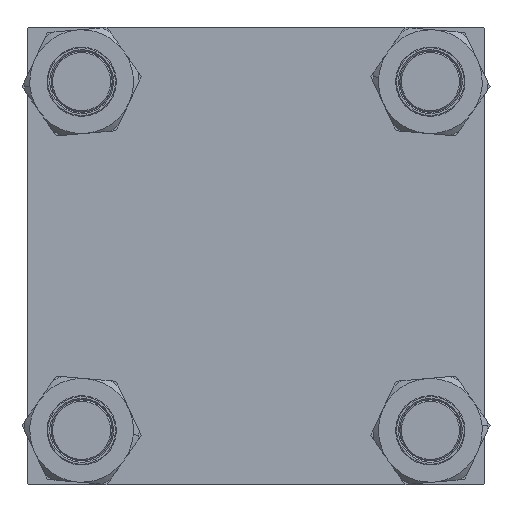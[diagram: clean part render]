
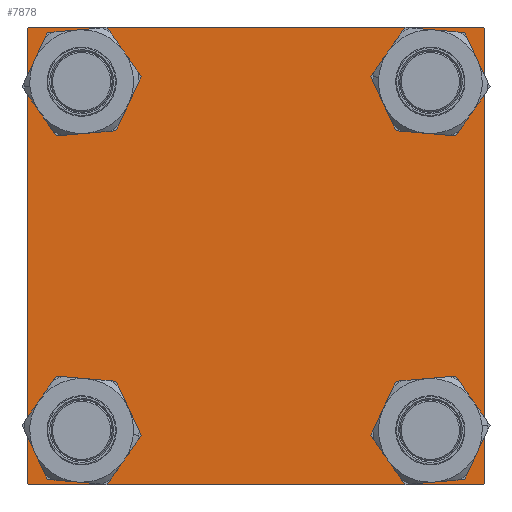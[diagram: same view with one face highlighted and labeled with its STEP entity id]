
A CAD part, left-side view. The second image highlights one B-rep face of the part: STEP entity #7878.
In plain terms, the highlighted planar face has unit normal (-1, 0, 0).
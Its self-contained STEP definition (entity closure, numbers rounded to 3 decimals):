
#130 = CARTESIAN_POINT ( 'NONE',  ( 0., -62.95, 62.95 ) ) ;
#627 = AXIS2_PLACEMENT_3D ( 'NONE', #16980, #30599, #20737 ) ;
#653 = CARTESIAN_POINT ( 'NONE',  ( 0., 62.95, 62.95 ) ) ;
#818 = DIRECTION ( 'NONE',  ( 0., 0.707, -0.707 ) ) ;
#1074 = EDGE_CURVE ( 'NONE', #30307, #40605, #10524, .T. ) ;
#1223 = EDGE_LOOP ( 'NONE', ( #53586, #46402, #20662, #10248, #46601, #40110, #1497, #6499 ) ) ;
#1369 = AXIS2_PLACEMENT_3D ( 'NONE', #25672, #30874, #3378 ) ;
#1497 = ORIENTED_EDGE ( 'NONE', *, *, #48530, .F. ) ;
#3298 = EDGE_LOOP ( 'NONE', ( #49336, #15756 ) ) ;
#3378 = DIRECTION ( 'NONE',  ( 0., 0., 1. ) ) ;
#3421 = EDGE_CURVE ( 'NONE', #23578, #34295, #56460, .T. ) ;
#3428 = CARTESIAN_POINT ( 'NONE',  ( 0., 62.95, -62.95 ) ) ;
#3894 = LINE ( 'NONE', #21260, #9826 ) ;
#3923 = DIRECTION ( 'NONE',  ( 1., 0., 0. ) ) ;
#3991 = CARTESIAN_POINT ( 'NONE',  ( 0., -62.95, -62.95 ) ) ;
#4210 = CARTESIAN_POINT ( 'NONE',  ( 0., -62.95, -51.45 ) ) ;
#4479 = EDGE_CURVE ( 'NONE', #34901, #18456, #31906, .T. ) ;
#4855 = VERTEX_POINT ( 'NONE', #13867 ) ;
#5156 = LINE ( 'NONE', #22811, #29409 ) ;
#5220 = ORIENTED_EDGE ( 'NONE', *, *, #41592, .T. ) ;
#5241 = CARTESIAN_POINT ( 'NONE',  ( 0., -62.95, 74.45 ) ) ;
#5916 = VECTOR ( 'NONE', #13389, 1000. ) ;
#6499 = ORIENTED_EDGE ( 'NONE', *, *, #53477, .T. ) ;
#6728 = DIRECTION ( 'NONE',  ( 1., 0., 0. ) ) ;
#7136 = EDGE_LOOP ( 'NONE', ( #30794, #5220 ) ) ;
#7823 = DIRECTION ( 'NONE',  ( 0., 0., -1. ) ) ;
#7878 = ADVANCED_FACE ( 'NONE', ( #25092, #56926, #56633, #51436, #21029 ), #25673, .T. ) ;
#8362 = CARTESIAN_POINT ( 'NONE',  ( 0., -62.95, -74.45 ) ) ;
#8584 = DIRECTION ( 'NONE',  ( 0., -0.707, 0.707 ) ) ;
#9592 = CARTESIAN_POINT ( 'NONE',  ( 0., -82.5, 82.5 ) ) ;
#9785 = VECTOR ( 'NONE', #30809, 1000. ) ;
#9826 = VECTOR ( 'NONE', #21544, 1000. ) ;
#10248 = ORIENTED_EDGE ( 'NONE', *, *, #37670, .T. ) ;
#10524 = CIRCLE ( 'NONE', #30933, 11.5 ) ;
#10832 = VERTEX_POINT ( 'NONE', #33979 ) ;
#11445 = CARTESIAN_POINT ( 'NONE',  ( 0., 82.5, 82. ) ) ;
#11490 = EDGE_CURVE ( 'NONE', #40605, #30307, #19075, .T. ) ;
#12038 = EDGE_CURVE ( 'NONE', #22032, #43592, #50992, .T. ) ;
#12066 = CARTESIAN_POINT ( 'NONE',  ( 0., 62.95, 51.45 ) ) ;
#12979 = DIRECTION ( 'NONE',  ( 0., 0., 1. ) ) ;
#13389 = DIRECTION ( 'NONE',  ( 0., 0., -1. ) ) ;
#13832 = AXIS2_PLACEMENT_3D ( 'NONE', #130, #22402, #40063 ) ;
#13867 = CARTESIAN_POINT ( 'NONE',  ( 0., -82.5, -82. ) ) ;
#14102 = EDGE_LOOP ( 'NONE', ( #21946, #53128 ) ) ;
#15241 = VERTEX_POINT ( 'NONE', #21278 ) ;
#15756 = ORIENTED_EDGE ( 'NONE', *, *, #4479, .T. ) ;
#15990 = CARTESIAN_POINT ( 'NONE',  ( 0., 82., -82.5 ) ) ;
#16535 = DIRECTION ( 'NONE',  ( 0., 0.707, 0.707 ) ) ;
#16611 = CIRCLE ( 'NONE', #13832, 11.5 ) ;
#16917 = VERTEX_POINT ( 'NONE', #5241 ) ;
#16980 = CARTESIAN_POINT ( 'NONE',  ( 0., 0., 0. ) ) ;
#17315 = DIRECTION ( 'NONE',  ( 1., 0., 0. ) ) ;
#17952 = CIRCLE ( 'NONE', #55872, 11.5 ) ;
#18456 = VERTEX_POINT ( 'NONE', #54486 ) ;
#18675 = CARTESIAN_POINT ( 'NONE',  ( 0., -82., 82.5 ) ) ;
#18738 = ORIENTED_EDGE ( 'NONE', *, *, #11490, .T. ) ;
#19075 = CIRCLE ( 'NONE', #40332, 11.5 ) ;
#20574 = CARTESIAN_POINT ( 'NONE',  ( 0., 82.5, -82.5 ) ) ;
#20662 = ORIENTED_EDGE ( 'NONE', *, *, #12038, .T. ) ;
#20737 = DIRECTION ( 'NONE',  ( 0., 0., 1. ) ) ;
#20900 = DIRECTION ( 'NONE',  ( 0., 0., 1. ) ) ;
#21029 = FACE_OUTER_BOUND ( 'NONE', #1223, .T. ) ;
#21260 = CARTESIAN_POINT ( 'NONE',  ( 0., 82.5, 82.5 ) ) ;
#21278 = CARTESIAN_POINT ( 'NONE',  ( 0., 62.95, 74.45 ) ) ;
#21544 = DIRECTION ( 'NONE',  ( 0., -1., 0. ) ) ;
#21664 = VECTOR ( 'NONE', #8584, 1000. ) ;
#21804 = EDGE_CURVE ( 'NONE', #16917, #48119, #16611, .T. ) ;
#21946 = ORIENTED_EDGE ( 'NONE', *, *, #21804, .T. ) ;
#22032 = VERTEX_POINT ( 'NONE', #15990 ) ;
#22402 = DIRECTION ( 'NONE',  ( 1., 0., 0. ) ) ;
#22811 = CARTESIAN_POINT ( 'NONE',  ( 0., 82.25, 82.25 ) ) ;
#22954 = CARTESIAN_POINT ( 'NONE',  ( 0., 82.25, -82.25 ) ) ;
#23578 = VERTEX_POINT ( 'NONE', #11445 ) ;
#25092 = FACE_BOUND ( 'NONE', #14102, .T. ) ;
#25672 = CARTESIAN_POINT ( 'NONE',  ( 0., 62.95, -62.95 ) ) ;
#25673 = PLANE ( 'NONE',  #627 ) ;
#25682 = CARTESIAN_POINT ( 'NONE',  ( 0., -82.25, -82.25 ) ) ;
#26285 = DIRECTION ( 'NONE',  ( 1., 0., 0. ) ) ;
#28435 = DIRECTION ( 'NONE',  ( 1., 0., 0. ) ) ;
#28807 = CARTESIAN_POINT ( 'NONE',  ( 0., -82., -82.5 ) ) ;
#29040 = EDGE_CURVE ( 'NONE', #15241, #44093, #46218, .T. ) ;
#29155 = EDGE_CURVE ( 'NONE', #10832, #53839, #39115, .T. ) ;
#29409 = VECTOR ( 'NONE', #818, 1000. ) ;
#30307 = VERTEX_POINT ( 'NONE', #8362 ) ;
#30599 = DIRECTION ( 'NONE',  ( -1., 0., 0. ) ) ;
#30758 = CARTESIAN_POINT ( 'NONE',  ( 0., 82.5, -82. ) ) ;
#30794 = ORIENTED_EDGE ( 'NONE', *, *, #29040, .T. ) ;
#30809 = DIRECTION ( 'NONE',  ( 0., -0.707, -0.707 ) ) ;
#30874 = DIRECTION ( 'NONE',  ( 1., 0., 0. ) ) ;
#30933 = AXIS2_PLACEMENT_3D ( 'NONE', #51603, #6728, #20900 ) ;
#31009 = AXIS2_PLACEMENT_3D ( 'NONE', #3428, #26285, #57271 ) ;
#31131 = VECTOR ( 'NONE', #55886, 1000. ) ;
#31490 = VECTOR ( 'NONE', #16535, 1000. ) ;
#31708 = CIRCLE ( 'NONE', #45581, 11.5 ) ;
#31906 = CIRCLE ( 'NONE', #31009, 11.5 ) ;
#31912 = DIRECTION ( 'NONE',  ( 0., 0., 1. ) ) ;
#32404 = AXIS2_PLACEMENT_3D ( 'NONE', #49272, #37387, #50707 ) ;
#32567 = EDGE_LOOP ( 'NONE', ( #18738, #47310 ) ) ;
#32781 = EDGE_CURVE ( 'NONE', #48119, #16917, #31708, .T. ) ;
#33979 = CARTESIAN_POINT ( 'NONE',  ( 0., -82.5, 82. ) ) ;
#34295 = VERTEX_POINT ( 'NONE', #30758 ) ;
#34377 = LINE ( 'NONE', #25682, #21664 ) ;
#34901 = VERTEX_POINT ( 'NONE', #56234 ) ;
#34923 = CARTESIAN_POINT ( 'NONE',  ( 0., -62.95, 62.95 ) ) ;
#35603 = VECTOR ( 'NONE', #7823, 1000. ) ;
#35668 = EDGE_CURVE ( 'NONE', #10832, #4855, #49260, .T. ) ;
#37387 = DIRECTION ( 'NONE',  ( 1., 0., 0. ) ) ;
#37670 = EDGE_CURVE ( 'NONE', #43592, #4855, #34377, .T. ) ;
#38179 = VERTEX_POINT ( 'NONE', #47463 ) ;
#38971 = DIRECTION ( 'NONE',  ( 0., 0., 1. ) ) ;
#39115 = LINE ( 'NONE', #47498, #31490 ) ;
#40051 = LINE ( 'NONE', #22954, #9785 ) ;
#40063 = DIRECTION ( 'NONE',  ( 0., 0., 1. ) ) ;
#40110 = ORIENTED_EDGE ( 'NONE', *, *, #29155, .T. ) ;
#40180 = CIRCLE ( 'NONE', #1369, 11.5 ) ;
#40332 = AXIS2_PLACEMENT_3D ( 'NONE', #3991, #17315, #12979 ) ;
#40605 = VERTEX_POINT ( 'NONE', #4210 ) ;
#41592 = EDGE_CURVE ( 'NONE', #44093, #15241, #17952, .T. ) ;
#43228 = EDGE_CURVE ( 'NONE', #18456, #34901, #40180, .T. ) ;
#43592 = VERTEX_POINT ( 'NONE', #28807 ) ;
#43706 = CARTESIAN_POINT ( 'NONE',  ( 0., 82.5, 82.5 ) ) ;
#44093 = VERTEX_POINT ( 'NONE', #12066 ) ;
#45581 = AXIS2_PLACEMENT_3D ( 'NONE', #34923, #3923, #38971 ) ;
#45654 = CARTESIAN_POINT ( 'NONE',  ( 0., -62.95, 51.45 ) ) ;
#46218 = CIRCLE ( 'NONE', #32404, 11.5 ) ;
#46402 = ORIENTED_EDGE ( 'NONE', *, *, #46995, .T. ) ;
#46601 = ORIENTED_EDGE ( 'NONE', *, *, #35668, .F. ) ;
#46995 = EDGE_CURVE ( 'NONE', #34295, #22032, #40051, .T. ) ;
#47310 = ORIENTED_EDGE ( 'NONE', *, *, #1074, .T. ) ;
#47463 = CARTESIAN_POINT ( 'NONE',  ( 0., 82., 82.5 ) ) ;
#47498 = CARTESIAN_POINT ( 'NONE',  ( 0., -82.25, 82.25 ) ) ;
#48119 = VERTEX_POINT ( 'NONE', #45654 ) ;
#48530 = EDGE_CURVE ( 'NONE', #38179, #53839, #3894, .T. ) ;
#49260 = LINE ( 'NONE', #9592, #5916 ) ;
#49272 = CARTESIAN_POINT ( 'NONE',  ( 0., 62.95, 62.95 ) ) ;
#49336 = ORIENTED_EDGE ( 'NONE', *, *, #43228, .T. ) ;
#50707 = DIRECTION ( 'NONE',  ( 0., 0., 1. ) ) ;
#50992 = LINE ( 'NONE', #20574, #31131 ) ;
#51436 = FACE_BOUND ( 'NONE', #7136, .T. ) ;
#51603 = CARTESIAN_POINT ( 'NONE',  ( 0., -62.95, -62.95 ) ) ;
#53128 = ORIENTED_EDGE ( 'NONE', *, *, #32781, .T. ) ;
#53477 = EDGE_CURVE ( 'NONE', #38179, #23578, #5156, .T. ) ;
#53586 = ORIENTED_EDGE ( 'NONE', *, *, #3421, .T. ) ;
#53839 = VERTEX_POINT ( 'NONE', #18675 ) ;
#54486 = CARTESIAN_POINT ( 'NONE',  ( 0., 62.95, -51.45 ) ) ;
#55872 = AXIS2_PLACEMENT_3D ( 'NONE', #653, #28435, #31912 ) ;
#55886 = DIRECTION ( 'NONE',  ( 0., -1., 0. ) ) ;
#56234 = CARTESIAN_POINT ( 'NONE',  ( 0., 62.95, -74.45 ) ) ;
#56460 = LINE ( 'NONE', #43706, #35603 ) ;
#56633 = FACE_BOUND ( 'NONE', #3298, .T. ) ;
#56926 = FACE_BOUND ( 'NONE', #32567, .T. ) ;
#57271 = DIRECTION ( 'NONE',  ( 0., 0., 1. ) ) ;
